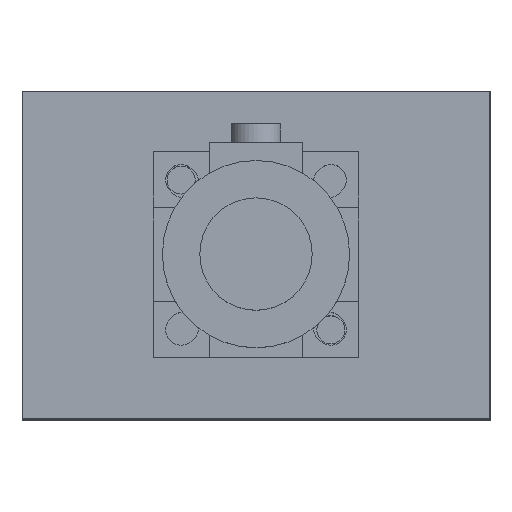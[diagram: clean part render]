
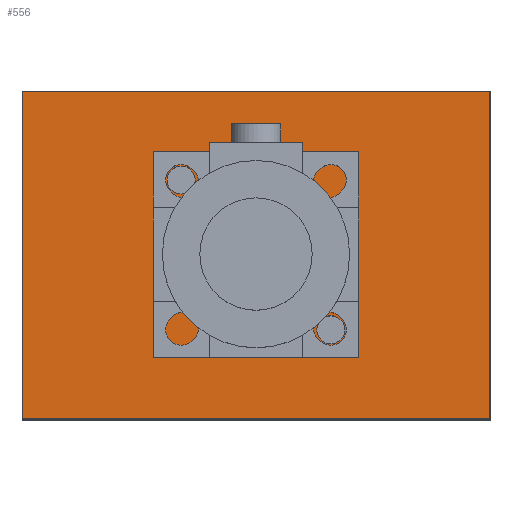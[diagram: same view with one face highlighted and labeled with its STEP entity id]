
A CAD part, top view. The second image highlights one B-rep face of the part: STEP entity #556.
In plain terms, the highlighted planar face has unit normal (0, 0, 1).
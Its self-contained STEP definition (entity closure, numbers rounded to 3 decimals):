
#325=CARTESIAN_POINT('',(9.5,-8.0,65.0));
#326=VERTEX_POINT('',#325);
#327=CARTESIAN_POINT('',(8.,-8.0,65.0));
#328=DIRECTION('',(0.0,0.0,-1.0));
#329=DIRECTION('',(1.0,0.0,0.0));
#330=AXIS2_PLACEMENT_3D('',#327,#328,#329);
#331=CIRCLE('',#330,1.5);
#332=EDGE_CURVE('',#326,#326,#331,.T.);
#383=CARTESIAN_POINT('',(-6.5,8.,65.0));
#384=VERTEX_POINT('',#383);
#385=CARTESIAN_POINT('',(-8.,8.,65.0));
#386=DIRECTION('',(0.0,0.0,-1.0));
#387=DIRECTION('',(1.0,0.0,0.0));
#388=AXIS2_PLACEMENT_3D('',#385,#386,#387);
#389=CIRCLE('',#388,1.5);
#390=EDGE_CURVE('',#384,#384,#389,.T.);
#420=CARTESIAN_POINT('',(24.999,17.499,65.0));
#421=VERTEX_POINT('',#420);
#422=CARTESIAN_POINT('',(24.999,-17.499,65.0));
#423=VERTEX_POINT('',#422);
#424=CARTESIAN_POINT('',(24.999,17.499,65.0));
#425=DIRECTION('',(0.0,-1.0,0.0));
#426=VECTOR('',#425,34.998);
#427=LINE('',#424,#426);
#428=EDGE_CURVE('',#421,#423,#427,.T.);
#460=CARTESIAN_POINT('',(-24.999,-17.499,65.0));
#461=VERTEX_POINT('',#460);
#462=CARTESIAN_POINT('',(24.999,-17.499,65.0));
#463=DIRECTION('',(-1.0,0.0,0.0));
#464=VECTOR('',#463,49.998);
#465=LINE('',#462,#464);
#466=EDGE_CURVE('',#423,#461,#465,.T.);
#491=CARTESIAN_POINT('',(-24.999,17.499,65.0));
#492=VERTEX_POINT('',#491);
#493=CARTESIAN_POINT('',(-24.999,-17.499,65.0));
#494=DIRECTION('',(0.0,1.0,0.0));
#495=VECTOR('',#494,34.998);
#496=LINE('',#493,#495);
#497=EDGE_CURVE('',#461,#492,#496,.T.);
#522=CARTESIAN_POINT('',(-24.999,17.499,65.0));
#523=DIRECTION('',(1.0,0.0,0.0));
#524=VECTOR('',#523,49.998);
#525=LINE('',#522,#524);
#526=EDGE_CURVE('',#492,#421,#525,.T.);
#539=CARTESIAN_POINT('',(0.,0.,65.0));
#540=DIRECTION('',(0.0,0.0,1.0));
#541=DIRECTION('',(1.0,0.0,0.0));
#542=AXIS2_PLACEMENT_3D('',#539,#540,#541);
#543=PLANE('',#542);
#544=ORIENTED_EDGE('',*,*,#428,.F.);
#545=ORIENTED_EDGE('',*,*,#526,.F.);
#546=ORIENTED_EDGE('',*,*,#497,.F.);
#547=ORIENTED_EDGE('',*,*,#466,.F.);
#548=EDGE_LOOP('',(#544,#545,#546,#547));
#549=FACE_OUTER_BOUND('',#548,.T.);
#550=ORIENTED_EDGE('',*,*,#332,.T.);
#551=EDGE_LOOP('',(#550));
#552=FACE_BOUND('',#551,.T.);
#553=ORIENTED_EDGE('',*,*,#390,.T.);
#554=EDGE_LOOP('',(#553));
#555=FACE_BOUND('',#554,.T.);
#556=ADVANCED_FACE('',(#549,#552,#555),#543,.T.);
